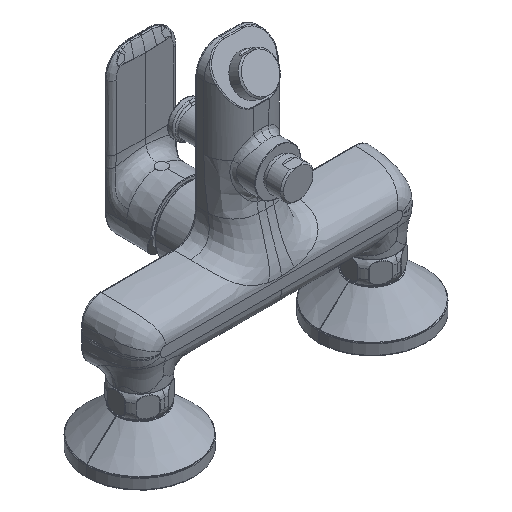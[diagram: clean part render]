
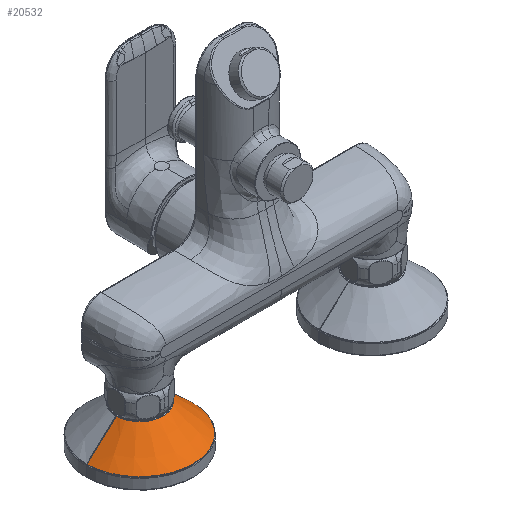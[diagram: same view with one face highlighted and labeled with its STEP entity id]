
A CAD part, isometric view. The second image highlights one B-rep face of the part: STEP entity #20532.
In plain terms, the highlighted conical face has half-angle 47.291 degrees and reference radius 34.178 mm.
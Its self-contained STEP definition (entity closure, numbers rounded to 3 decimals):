
#80 = VERTEX_POINT ( 'NONE', #1086 ) ;
#330 = AXIS2_PLACEMENT_3D ( 'NONE', #2199, #20179, #26038 ) ;
#1086 = CARTESIAN_POINT ( 'NONE',  ( -109.178, 0., -35.203 ) ) ;
#1141 = DIRECTION ( 'NONE',  ( 0., 0., -1. ) ) ;
#2199 = CARTESIAN_POINT ( 'NONE',  ( -75., 0., -35.203 ) ) ;
#2707 = EDGE_CURVE ( 'NONE', #13753, #21783, #19477, .T. ) ;
#5046 = VECTOR ( 'NONE', #21153, 1000. ) ;
#5237 = CARTESIAN_POINT ( 'NONE',  ( -90.287, 0., -17.765 ) ) ;
#5535 = DIRECTION ( 'NONE',  ( -0.735, 0., -0.678 ) ) ;
#6316 = CARTESIAN_POINT ( 'NONE',  ( -59.713, 0., -17.765 ) ) ;
#6422 = DIRECTION ( 'NONE',  ( 0., 0., -1. ) ) ;
#6682 = ORIENTED_EDGE ( 'NONE', *, *, #34046, .T. ) ;
#7589 = DIRECTION ( 'NONE',  ( -1., 0., 0. ) ) ;
#8349 = EDGE_CURVE ( 'NONE', #22853, #15602, #29993, .T. ) ;
#8869 = CARTESIAN_POINT ( 'NONE',  ( -109.178, 0., -35.203 ) ) ;
#9052 = AXIS2_PLACEMENT_3D ( 'NONE', #12370, #6422, #27159 ) ;
#9355 = VERTEX_POINT ( 'NONE', #6316 ) ;
#9669 = CARTESIAN_POINT ( 'NONE',  ( -75., 0., -17.765 ) ) ;
#10625 = CIRCLE ( 'NONE', #30663, 15.287 ) ;
#10813 = EDGE_LOOP ( 'NONE', ( #33075, #15488, #21131, #6682, #36616, #35546 ) ) ;
#12370 = CARTESIAN_POINT ( 'NONE',  ( -75., 0., -35.203 ) ) ;
#13734 = EDGE_CURVE ( 'NONE', #9355, #13753, #10625, .T. ) ;
#13753 = VERTEX_POINT ( 'NONE', #24320 ) ;
#15076 = CARTESIAN_POINT ( 'NONE',  ( -40.822, 0., -35.203 ) ) ;
#15488 = ORIENTED_EDGE ( 'NONE', *, *, #13734, .T. ) ;
#15602 = VERTEX_POINT ( 'NONE', #16501 ) ;
#16172 = CARTESIAN_POINT ( 'NONE',  ( -75., 0., -17.765 ) ) ;
#16501 = CARTESIAN_POINT ( 'NONE',  ( -75.152, -34.178, -35.203 ) ) ;
#16895 = CARTESIAN_POINT ( 'NONE',  ( -75., 0., -35.203 ) ) ;
#19361 = DIRECTION ( 'NONE',  ( 0., 0., -1. ) ) ;
#19477 = CIRCLE ( 'NONE', #32454, 15.287 ) ;
#20058 = CIRCLE ( 'NONE', #9052, 34.178 ) ;
#20179 = DIRECTION ( 'NONE',  ( 0., 0., -1. ) ) ;
#20532 = ADVANCED_FACE ( 'NONE', ( #29897 ), #27620, .T. ) ;
#21131 = ORIENTED_EDGE ( 'NONE', *, *, #2707, .T. ) ;
#21153 = DIRECTION ( 'NONE',  ( 0.735, 0., -0.678 ) ) ;
#21783 = VERTEX_POINT ( 'NONE', #5237 ) ;
#22853 = VERTEX_POINT ( 'NONE', #37105 ) ;
#24081 = AXIS2_PLACEMENT_3D ( 'NONE', #16895, #19361, #7589 ) ;
#24320 = CARTESIAN_POINT ( 'NONE',  ( -75.095, -15.287, -17.765 ) ) ;
#24737 = DIRECTION ( 'NONE',  ( 0., 0., -1. ) ) ;
#26038 = DIRECTION ( 'NONE',  ( 0.004, 1., 0. ) ) ;
#27159 = DIRECTION ( 'NONE',  ( 0.004, 1., 0. ) ) ;
#27620 = CONICAL_SURFACE ( 'NONE', #24081, 34.178, 0.825 ) ;
#27687 = DIRECTION ( 'NONE',  ( 0., -1., 0. ) ) ;
#27697 = EDGE_CURVE ( 'NONE', #15602, #80, #20058, .T. ) ;
#28262 = LINE ( 'NONE', #15076, #5046 ) ;
#29897 = FACE_OUTER_BOUND ( 'NONE', #10813, .T. ) ;
#29993 = CIRCLE ( 'NONE', #330, 34.178 ) ;
#30124 = VECTOR ( 'NONE', #5535, 1000. ) ;
#30542 = DIRECTION ( 'NONE',  ( 0., -1., 0. ) ) ;
#30663 = AXIS2_PLACEMENT_3D ( 'NONE', #9669, #1141, #27687 ) ;
#31056 = LINE ( 'NONE', #8869, #30124 ) ;
#32454 = AXIS2_PLACEMENT_3D ( 'NONE', #16172, #24737, #30542 ) ;
#33075 = ORIENTED_EDGE ( 'NONE', *, *, #36081, .F. ) ;
#34046 = EDGE_CURVE ( 'NONE', #21783, #80, #31056, .T. ) ;
#35546 = ORIENTED_EDGE ( 'NONE', *, *, #8349, .F. ) ;
#36081 = EDGE_CURVE ( 'NONE', #9355, #22853, #28262, .T. ) ;
#36616 = ORIENTED_EDGE ( 'NONE', *, *, #27697, .F. ) ;
#37105 = CARTESIAN_POINT ( 'NONE',  ( -40.822, 0., -35.203 ) ) ;
